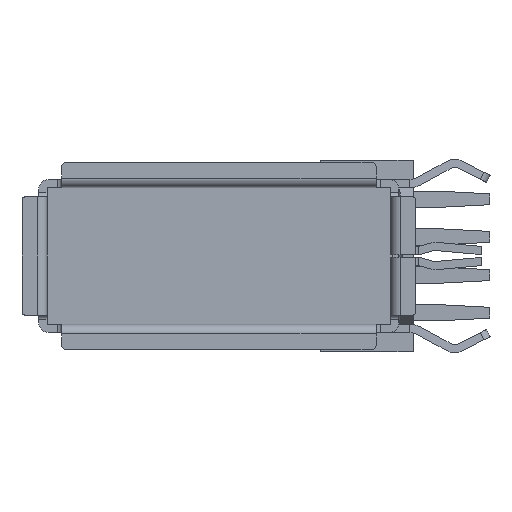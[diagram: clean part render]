
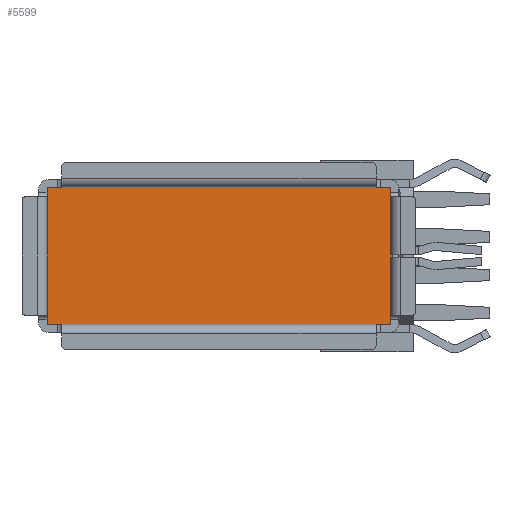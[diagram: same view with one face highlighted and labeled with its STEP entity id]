
A CAD part, front view. The second image highlights one B-rep face of the part: STEP entity #5599.
In plain terms, the highlighted planar face has unit normal (0, -1, 0).
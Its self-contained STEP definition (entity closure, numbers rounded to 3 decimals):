
#786 = EDGE_LOOP ( 'NONE', ( #879, #6843, #16031, #6093 ) ) ;
#879 = ORIENTED_EDGE ( 'NONE', *, *, #19227, .T. ) ;
#980 = FACE_OUTER_BOUND ( 'NONE', #786, .T. ) ;
#1295 = CARTESIAN_POINT ( 'NONE',  ( -7.611, -5.959, 15.948 ) ) ;
#3093 = AXIS2_PLACEMENT_3D ( 'NONE', #20666, #14063, #15661 ) ;
#3118 = CARTESIAN_POINT ( 'NONE',  ( 5.138, -5.959, 10.844 ) ) ;
#4221 = EDGE_CURVE ( 'NONE', #6392, #5029, #16095, .T. ) ;
#4727 = LINE ( 'NONE', #3118, #15045 ) ;
#5029 = VERTEX_POINT ( 'NONE', #5183 ) ;
#5183 = CARTESIAN_POINT ( 'NONE',  ( 5.138, -5.959, 10.844 ) ) ;
#5599 = ADVANCED_FACE ( 'NONE', ( #980 ), #7364, .F. ) ;
#5728 = VERTEX_POINT ( 'NONE', #1295 ) ;
#6093 = ORIENTED_EDGE ( 'NONE', *, *, #4221, .T. ) ;
#6392 = VERTEX_POINT ( 'NONE', #10498 ) ;
#6843 = ORIENTED_EDGE ( 'NONE', *, *, #12803, .T. ) ;
#7364 = PLANE ( 'NONE',  #3093 ) ;
#8613 = EDGE_CURVE ( 'NONE', #5728, #6392, #15625, .T. ) ;
#9533 = CARTESIAN_POINT ( 'NONE',  ( 5.138, -5.959, 15.948 ) ) ;
#10498 = CARTESIAN_POINT ( 'NONE',  ( -7.611, -5.959, 10.844 ) ) ;
#11007 = CARTESIAN_POINT ( 'NONE',  ( 5.138, -5.959, 10.844 ) ) ;
#11426 = CARTESIAN_POINT ( 'NONE',  ( 5.138, -5.959, 15.948 ) ) ;
#11747 = LINE ( 'NONE', #11426, #14539 ) ;
#12726 = VECTOR ( 'NONE', #12804, 1000. ) ;
#12803 = EDGE_CURVE ( 'NONE', #16035, #5728, #11747, .T. ) ;
#12804 = DIRECTION ( 'NONE',  ( 1., 0., 0. ) ) ;
#14063 = DIRECTION ( 'NONE',  ( 0., 1., 0. ) ) ;
#14539 = VECTOR ( 'NONE', #17913, 1000. ) ;
#15045 = VECTOR ( 'NONE', #16098, 1000. ) ;
#15625 = LINE ( 'NONE', #17539, #17812 ) ;
#15661 = DIRECTION ( 'NONE',  ( 0., 0., 1. ) ) ;
#15845 = DIRECTION ( 'NONE',  ( 0., 0., -1. ) ) ;
#16031 = ORIENTED_EDGE ( 'NONE', *, *, #8613, .T. ) ;
#16035 = VERTEX_POINT ( 'NONE', #9533 ) ;
#16095 = LINE ( 'NONE', #11007, #12726 ) ;
#16098 = DIRECTION ( 'NONE',  ( 0., 0., 1. ) ) ;
#17539 = CARTESIAN_POINT ( 'NONE',  ( -7.611, -5.959, 10.844 ) ) ;
#17812 = VECTOR ( 'NONE', #15845, 1000. ) ;
#17913 = DIRECTION ( 'NONE',  ( -1., 0., 0. ) ) ;
#19227 = EDGE_CURVE ( 'NONE', #5029, #16035, #4727, .T. ) ;
#20666 = CARTESIAN_POINT ( 'NONE',  ( -7.512, -5.959, 15.9 ) ) ;
